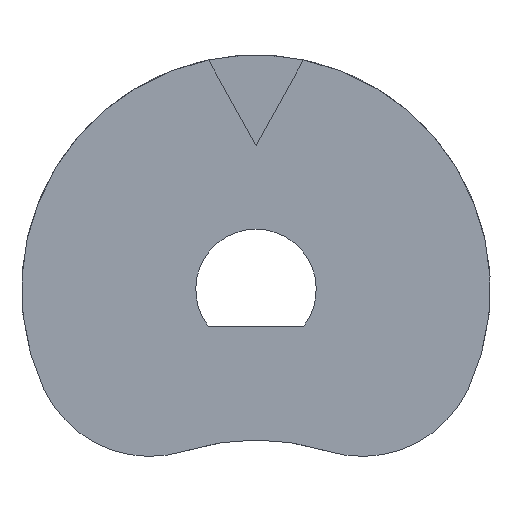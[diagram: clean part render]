
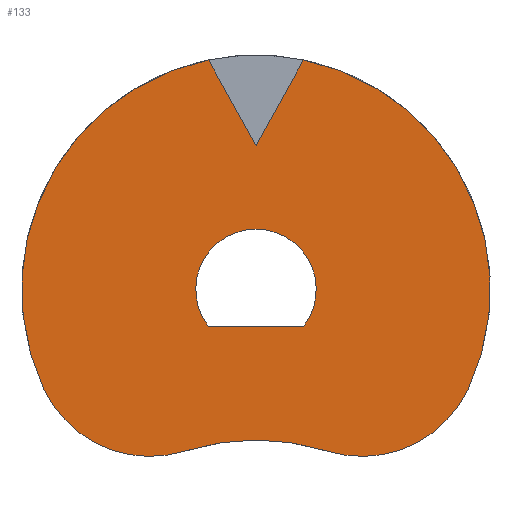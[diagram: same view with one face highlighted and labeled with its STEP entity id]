
A CAD part, front view. The second image highlights one B-rep face of the part: STEP entity #133.
In plain terms, the highlighted planar face has unit normal (0, -1, 0).
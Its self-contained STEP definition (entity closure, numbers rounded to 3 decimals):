
#8 = LINE ( 'NONE', #172, #20 ) ;
#11 = VERTEX_POINT ( 'NONE', #378 ) ;
#20 = VECTOR ( 'NONE', #386, 1000. ) ;
#29 = CARTESIAN_POINT ( 'NONE',  ( -17.835, 31.5, -2.978 ) ) ;
#31 = ORIENTED_EDGE ( 'NONE', *, *, #402, .F. ) ;
#44 = EDGE_CURVE ( 'NONE', #178, #381, #364, .T. ) ;
#50 = CARTESIAN_POINT ( 'NONE',  ( -10.075, 31.5, -1.1 ) ) ;
#51 = AXIS2_PLACEMENT_3D ( 'NONE', #293, #431, #68 ) ;
#55 = CARTESIAN_POINT ( 'NONE',  ( -12.925, 31.5, -1.1 ) ) ;
#57 = CARTESIAN_POINT ( 'NONE',  ( -13., 31.5, 7. ) ) ;
#68 = DIRECTION ( 'NONE',  ( 0., 0., 1. ) ) ;
#73 = DIRECTION ( 'NONE',  ( 0., 1., 0. ) ) ;
#76 = CIRCLE ( 'NONE', #435, 7. ) ;
#89 = VERTEX_POINT ( 'NONE', #278 ) ;
#92 = DIRECTION ( 'NONE',  ( 0., 1., 0. ) ) ;
#94 = VERTEX_POINT ( 'NONE', #50 ) ;
#98 = FACE_OUTER_BOUND ( 'NONE', #202, .T. ) ;
#100 = EDGE_CURVE ( 'NONE', #94, #166, #8, .T. ) ;
#108 = AXIS2_PLACEMENT_3D ( 'NONE', #154, #338, #443 ) ;
#113 = DIRECTION ( 'NONE',  ( 0., 0., 1. ) ) ;
#123 = ORIENTED_EDGE ( 'NONE', *, *, #100, .T. ) ;
#133 = ADVANCED_FACE ( 'NONE', ( #98, #425 ), #247, .F. ) ;
#135 = CARTESIAN_POINT ( 'NONE',  ( -9.388, 31.5, -4.826 ) ) ;
#137 = DIRECTION ( 'NONE',  ( 0., 0., 1. ) ) ;
#138 = EDGE_CURVE ( 'NONE', #11, #89, #201, .T. ) ;
#142 = DIRECTION ( 'NONE',  ( 0., 1., 0. ) ) ;
#154 = CARTESIAN_POINT ( 'NONE',  ( -8.333, 31.5, -1.489 ) ) ;
#164 = ORIENTED_EDGE ( 'NONE', *, *, #167, .F. ) ;
#166 = VERTEX_POINT ( 'NONE', #55 ) ;
#167 = EDGE_CURVE ( 'NONE', #178, #416, #76, .T. ) ;
#168 = CARTESIAN_POINT ( 'NONE',  ( -12.919, 31.5, 6.855 ) ) ;
#170 = CARTESIAN_POINT ( 'NONE',  ( -11.5, 31.5, -11.5 ) ) ;
#172 = CARTESIAN_POINT ( 'NONE',  ( -10.075, 31.5, -1.1 ) ) ;
#178 = VERTEX_POINT ( 'NONE', #135 ) ;
#181 = VECTOR ( 'NONE', #393, 1000. ) ;
#194 = CARTESIAN_POINT ( 'NONE',  ( -11.5, 31.5, 0. ) ) ;
#196 = ORIENTED_EDGE ( 'NONE', *, *, #138, .F. ) ;
#201 = LINE ( 'NONE', #380, #372 ) ;
#202 = EDGE_LOOP ( 'NONE', ( #196, #235, #466, #387, #164, #419, #31 ) ) ;
#207 = DIRECTION ( 'NONE',  ( 0.486, 0., 0.874 ) ) ;
#218 = CARTESIAN_POINT ( 'NONE',  ( -11.5, 31.5, 0. ) ) ;
#226 = CIRCLE ( 'NONE', #331, 7. ) ;
#235 = ORIENTED_EDGE ( 'NONE', *, *, #351, .F. ) ;
#241 = VERTEX_POINT ( 'NONE', #168 ) ;
#247 = PLANE ( 'NONE',  #379 ) ;
#253 = DIRECTION ( 'NONE',  ( 0., 0., 1. ) ) ;
#259 = ORIENTED_EDGE ( 'NONE', *, *, #270, .T. ) ;
#270 = EDGE_CURVE ( 'NONE', #166, #94, #478, .T. ) ;
#278 = CARTESIAN_POINT ( 'NONE',  ( -10.081, 31.5, 6.855 ) ) ;
#281 = AXIS2_PLACEMENT_3D ( 'NONE', #357, #473, #253 ) ;
#284 = EDGE_LOOP ( 'NONE', ( #259, #123 ) ) ;
#288 = DIRECTION ( 'NONE',  ( 0., 0., 1. ) ) ;
#293 = CARTESIAN_POINT ( 'NONE',  ( -14.667, 31.5, -1.489 ) ) ;
#330 = CIRCLE ( 'NONE', #51, 3.5 ) ;
#331 = AXIS2_PLACEMENT_3D ( 'NONE', #194, #73, #113 ) ;
#334 = EDGE_CURVE ( 'NONE', #353, #416, #330, .T. ) ;
#338 = DIRECTION ( 'NONE',  ( 0., -1., 0. ) ) ;
#340 = AXIS2_PLACEMENT_3D ( 'NONE', #218, #142, #288 ) ;
#342 = CIRCLE ( 'NONE', #340, 7. ) ;
#351 = EDGE_CURVE ( 'NONE', #241, #11, #391, .T. ) ;
#353 = VERTEX_POINT ( 'NONE', #29 ) ;
#357 = CARTESIAN_POINT ( 'NONE',  ( -11.5, 31.5, 0. ) ) ;
#361 = CARTESIAN_POINT ( 'NONE',  ( -5.165, 31.5, -2.978 ) ) ;
#364 = CIRCLE ( 'NONE', #108, 3.5 ) ;
#366 = CARTESIAN_POINT ( 'NONE',  ( -13.612, 31.5, -4.826 ) ) ;
#372 = VECTOR ( 'NONE', #207, 1000. ) ;
#378 = CARTESIAN_POINT ( 'NONE',  ( -11.5, 31.5, 4.3 ) ) ;
#379 = AXIS2_PLACEMENT_3D ( 'NONE', #465, #92, #137 ) ;
#380 = CARTESIAN_POINT ( 'NONE',  ( -11.5, 31.5, 4.3 ) ) ;
#381 = VERTEX_POINT ( 'NONE', #361 ) ;
#386 = DIRECTION ( 'NONE',  ( -1., 0., 0. ) ) ;
#387 = ORIENTED_EDGE ( 'NONE', *, *, #334, .T. ) ;
#391 = LINE ( 'NONE', #57, #181 ) ;
#393 = DIRECTION ( 'NONE',  ( 0.486, 0., -0.874 ) ) ;
#402 = EDGE_CURVE ( 'NONE', #89, #381, #342, .T. ) ;
#416 = VERTEX_POINT ( 'NONE', #366 ) ;
#418 = EDGE_CURVE ( 'NONE', #353, #241, #226, .T. ) ;
#419 = ORIENTED_EDGE ( 'NONE', *, *, #44, .T. ) ;
#423 = DIRECTION ( 'NONE',  ( 0., -1., 0. ) ) ;
#425 = FACE_BOUND ( 'NONE', #284, .T. ) ;
#431 = DIRECTION ( 'NONE',  ( 0., -1., 0. ) ) ;
#435 = AXIS2_PLACEMENT_3D ( 'NONE', #170, #423, #458 ) ;
#443 = DIRECTION ( 'NONE',  ( 0., 0., 1. ) ) ;
#458 = DIRECTION ( 'NONE',  ( 0., 0., 1. ) ) ;
#465 = CARTESIAN_POINT ( 'NONE',  ( -11.5, 31.5, -5.75 ) ) ;
#466 = ORIENTED_EDGE ( 'NONE', *, *, #418, .F. ) ;
#473 = DIRECTION ( 'NONE',  ( 0., 1., 0. ) ) ;
#478 = CIRCLE ( 'NONE', #281, 1.8 ) ;
